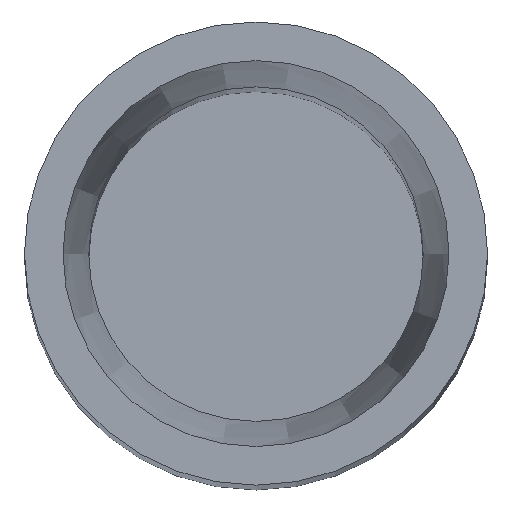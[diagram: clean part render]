
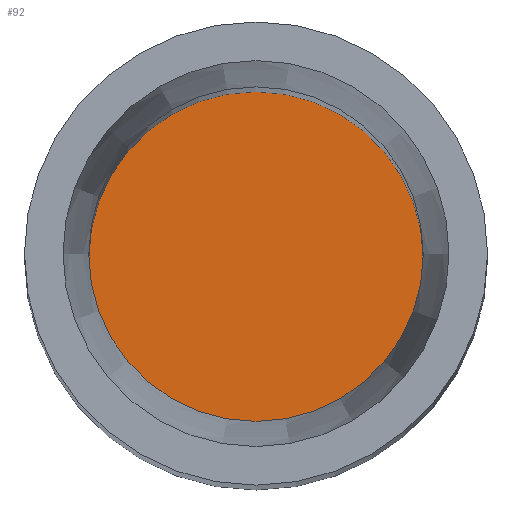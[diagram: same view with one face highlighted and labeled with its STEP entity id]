
A CAD part, top view. The second image highlights one B-rep face of the part: STEP entity #92.
In plain terms, the highlighted planar face has unit normal (0, 0, 1).
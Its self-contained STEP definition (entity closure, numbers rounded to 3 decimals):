
#32=FACE_OUTER_BOUND('',#39,.T.);
#39=EDGE_LOOP('',(#69));
#47=CIRCLE('',#115,13.);
#53=VERTEX_POINT('',#167);
#59=EDGE_CURVE('',#53,#53,#47,.T.);
#69=ORIENTED_EDGE('',*,*,#59,.F.);
#89=PLANE('',#114);
#92=ADVANCED_FACE('',(#32),#89,.F.);
#114=AXIS2_PLACEMENT_3D('',#166,#132,#133);
#115=AXIS2_PLACEMENT_3D('',#168,#134,#135);
#132=DIRECTION('center_axis',(0.,0.,-1.));
#133=DIRECTION('ref_axis',(1.,0.,0.));
#134=DIRECTION('center_axis',(0.,0.,-1.));
#135=DIRECTION('ref_axis',(1.,0.,0.));
#166=CARTESIAN_POINT('Origin',(-85.,35.,3.));
#167=CARTESIAN_POINT('',(-98.,35.,3.));
#168=CARTESIAN_POINT('Origin',(-85.,35.,3.));
